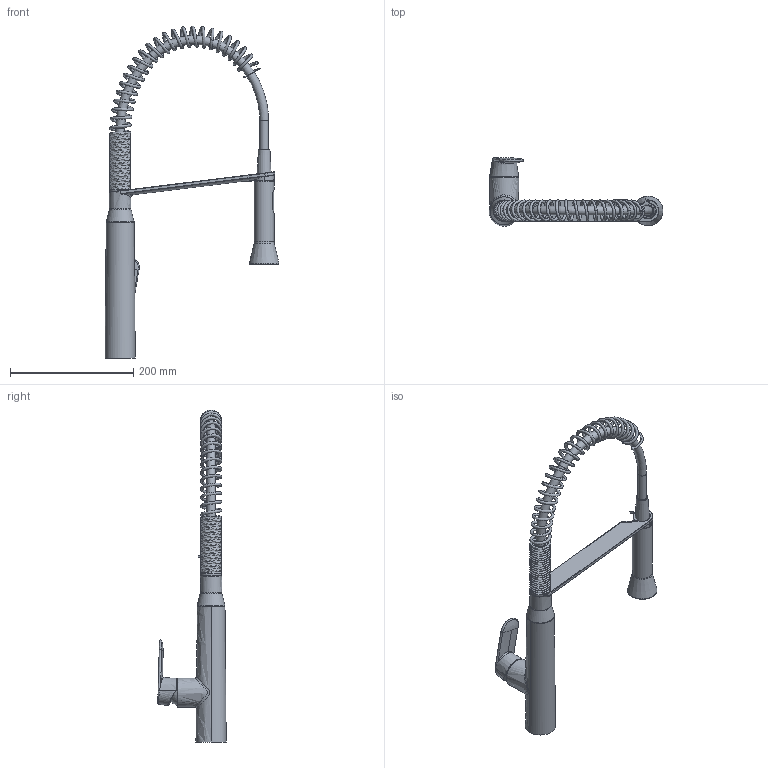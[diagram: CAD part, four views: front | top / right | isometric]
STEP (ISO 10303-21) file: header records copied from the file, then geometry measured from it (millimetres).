
FILE_DESCRIPTION(/* description */ ('Unknown'),/* implementation_level */ '2;1');
FILE_NAME(/* name */ '31379000',/* time_stamp */ '2022-09-07T15:20:07+02:00',/* author */ ('Unknown'),/* organization */ ('GROHE AG'),/* preprocessor_version */ 'ST-DEVELOPER v16.7',/* originating_system */ 'DEX',/* authorisation */ $);
FILE_SCHEMA (('AUTOMOTIVE_DESIGN {1 0 10303 214 3 1 1}'));
Length unit declared in the file: millimetre
Products named in the file (6): 31379000; id11; 100105 K7 Semi Prof Holder Inlay New07; 55028-00-03; 55028-00-04; 55028-00-05
Assembly tree (5 placements, depth 2):
  31379000
    id11
    100105 K7 Semi Prof Holder Inlay New07
    55028-00-03
    55028-00-04
    55028-00-05
Bounding box: 282.15 x 110.87 x 538.53 mm (x, y, z)
Volume: 441274.9 mm3; surface area: 184568.9 mm2
Topology: 1 solids, 20 shells, 140 faces, 454 edges, 323 vertices
Faces by surface type: bspline 64, plane 32, cylinder 29, torus 9, cone 5, sphere 1
Full cylindrical faces by diameter (mm): 14 x2, 15.5 x2, 31.766 x1, 32 x1, 34 x1
Entity records: 27630 total; most frequent: CARTESIAN_POINT 22662, VERTEX_POINT 663, ORIENTED_EDGE 588, FACE_BOUND 544, DIRECTION 468, EDGE_CURVE 396, VERTEX_LOOP 356, B_SPLINE_CURVE_WITH_KNOTS 209
